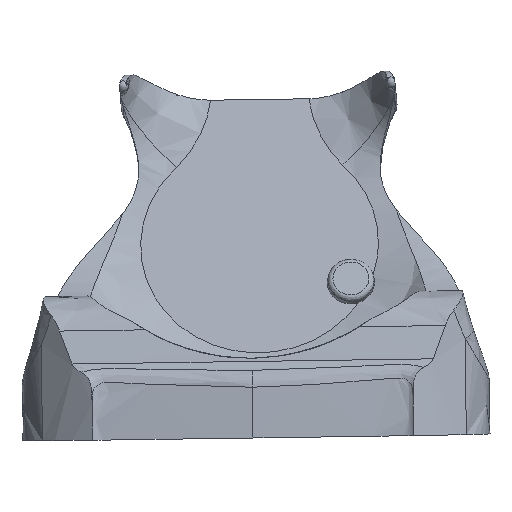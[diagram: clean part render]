
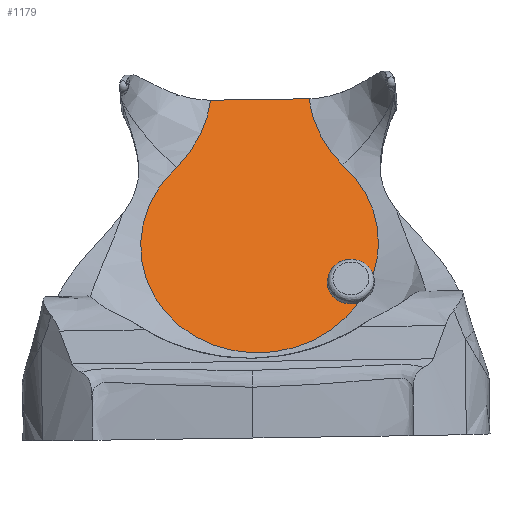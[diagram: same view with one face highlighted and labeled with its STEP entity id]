
A CAD part, front view. The second image highlights one B-rep face of the part: STEP entity #1179.
In plain terms, the highlighted planar face has unit normal (-0.038, -0.909, 0.414).
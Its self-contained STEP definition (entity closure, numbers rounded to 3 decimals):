
#54=ELLIPSE('',#1257,23.796,23.706);
#55=ELLIPSE('',#1258,26.378,26.278);
#56=ELLIPSE('',#1259,26.404,26.303);
#57=ELLIPSE('',#1260,23.796,23.706);
#59=PLANE('',#1256);
#64=FACE_OUTER_BOUND('',#128,.T.);
#128=EDGE_LOOP('',(#745,#746,#747,#748,#749,#750,#751));
#194=B_SPLINE_CURVE_WITH_KNOTS('',3,(#1543,#1544,#1545,#1546,#1547,#1548,
#1549,#1550,#1551,#1552,#1553,#1554,#1555,#1556),.UNSPECIFIED.,.F.,.F.,
(4,2,2,2,2,2,4),(0.383,0.546,0.736,
0.95,1.228,1.505,1.528),
 .UNSPECIFIED.);
#196=B_SPLINE_CURVE_WITH_KNOTS('',3,(#1572,#1573,#1574,#1575,#1576,#1577,
#1578,#1579,#1580,#1581,#1582,#1583,#1584,#1585,#1586,#1587,#1588,#1589,
#1590,#1591,#1592),.UNSPECIFIED.,.F.,.F.,(4,2,2,2,2,2,3,2,2,4),(2.473,
2.677,2.969,3.188,3.367,3.482,
3.602,3.784,3.972,3.985),
 .UNSPECIFIED.);
#197=B_SPLINE_CURVE_WITH_KNOTS('',3,(#1600,#1601,#1602,#1603),
 .UNSPECIFIED.,.F.,.F.,(4,4),(-4.001,-2.044),
 .UNSPECIFIED.);
#388=VERTEX_POINT('',#1537);
#389=VERTEX_POINT('',#1542);
#390=VERTEX_POINT('',#1557);
#391=VERTEX_POINT('',#1595);
#392=VERTEX_POINT('',#1597);
#393=VERTEX_POINT('',#1599);
#394=VERTEX_POINT('',#1604);
#534=EDGE_CURVE('',#389,#388,#194,.F.);
#536=EDGE_CURVE('',#388,#390,#196,.F.);
#537=EDGE_CURVE('',#391,#390,#54,.T.);
#538=EDGE_CURVE('',#392,#391,#55,.T.);
#539=EDGE_CURVE('',#393,#392,#197,.T.);
#540=EDGE_CURVE('',#394,#393,#56,.T.);
#541=EDGE_CURVE('',#389,#394,#57,.T.);
#745=ORIENTED_EDGE('',*,*,#534,.T.);
#746=ORIENTED_EDGE('',*,*,#536,.T.);
#747=ORIENTED_EDGE('',*,*,#537,.F.);
#748=ORIENTED_EDGE('',*,*,#538,.F.);
#749=ORIENTED_EDGE('',*,*,#539,.F.);
#750=ORIENTED_EDGE('',*,*,#540,.F.);
#751=ORIENTED_EDGE('',*,*,#541,.F.);
#1179=ADVANCED_FACE('',(#64),#59,.T.);
#1256=AXIS2_PLACEMENT_3D('',#1594,#1284,#1285);
#1257=AXIS2_PLACEMENT_3D('',#1596,#1286,#1287);
#1258=AXIS2_PLACEMENT_3D('',#1598,#1288,#1289);
#1259=AXIS2_PLACEMENT_3D('',#1605,#1290,#1291);
#1260=AXIS2_PLACEMENT_3D('',#1606,#1292,#1293);
#1284=DIRECTION('center_axis',(-0.038,-0.909,0.414));
#1285=DIRECTION('ref_axis',(-0.999,0.035,-0.014));
#1286=DIRECTION('center_axis',(0.038,0.909,-0.414));
#1287=DIRECTION('ref_axis',(-0.001,-0.415,-0.91));
#1288=DIRECTION('center_axis',(-0.038,-0.909,0.414));
#1289=DIRECTION('ref_axis',(0.001,0.415,0.91));
#1290=DIRECTION('center_axis',(-0.038,-0.909,0.414));
#1291=DIRECTION('ref_axis',(0.001,0.415,0.91));
#1292=DIRECTION('center_axis',(0.038,0.909,-0.414));
#1293=DIRECTION('ref_axis',(-0.001,-0.415,-0.91));
#1537=CARTESIAN_POINT('',(20.004,27.26,31.243));
#1542=CARTESIAN_POINT('',(26.268,25.221,27.344));
#1543=CARTESIAN_POINT('Ctrl Pts',(20.004,27.26,31.243));
#1544=CARTESIAN_POINT('Ctrl Pts',(20.004,27.041,30.763));
#1545=CARTESIAN_POINT('Ctrl Pts',(20.098,26.821,30.288));
#1546=CARTESIAN_POINT('Ctrl Pts',(20.475,26.366,29.324));
#1547=CARTESIAN_POINT('Ctrl Pts',(20.787,26.135,28.845));
#1548=CARTESIAN_POINT('Ctrl Pts',(21.633,25.71,27.992));
#1549=CARTESIAN_POINT('Ctrl Pts',(22.123,25.558,27.703));
#1550=CARTESIAN_POINT('Ctrl Pts',(23.111,25.316,27.262));
#1551=CARTESIAN_POINT('Ctrl Pts',(23.723,25.223,27.114));
#1552=CARTESIAN_POINT('Ctrl Pts',(24.952,25.139,27.042));
#1553=CARTESIAN_POINT('Ctrl Pts',(25.551,25.148,27.118));
#1554=CARTESIAN_POINT('Ctrl Pts',(26.172,25.211,27.312));
#1555=CARTESIAN_POINT('Ctrl Pts',(26.22,25.216,27.327));
#1556=CARTESIAN_POINT('Ctrl Pts',(26.268,25.221,27.344));
#1557=CARTESIAN_POINT('',(29.1,27.608,32.84));
#1572=CARTESIAN_POINT('Ctrl Pts',(29.1,27.608,32.84));
#1573=CARTESIAN_POINT('Ctrl Pts',(28.908,27.834,33.318));
#1574=CARTESIAN_POINT('Ctrl Pts',(28.642,28.019,33.699));
#1575=CARTESIAN_POINT('Ctrl Pts',(27.992,28.379,34.43));
#1576=CARTESIAN_POINT('Ctrl Pts',(27.52,28.562,34.788));
#1577=CARTESIAN_POINT('Ctrl Pts',(26.601,28.811,35.251));
#1578=CARTESIAN_POINT('Ctrl Pts',(26.031,28.935,35.471));
#1579=CARTESIAN_POINT('Ctrl Pts',(24.682,29.05,35.6));
#1580=CARTESIAN_POINT('Ctrl Pts',(24.064,29.053,35.548));
#1581=CARTESIAN_POINT('Ctrl Pts',(23.105,28.981,35.302));
#1582=CARTESIAN_POINT('Ctrl Pts',(22.745,28.934,35.166));
#1583=CARTESIAN_POINT('Ctrl Pts',(22.059,28.802,34.813));
#1584=CARTESIAN_POINT('Ctrl Pts',(21.74,28.715,34.595));
#1585=CARTESIAN_POINT('Ctrl Pts',(21.451,28.61,34.338));
#1586=CARTESIAN_POINT('Ctrl Pts',(21.014,28.45,33.947));
#1587=CARTESIAN_POINT('Ctrl Pts',(20.664,28.253,33.482));
#1588=CARTESIAN_POINT('Ctrl Pts',(20.164,27.81,32.463));
#1589=CARTESIAN_POINT('Ctrl Pts',(20.022,27.563,31.909));
#1590=CARTESIAN_POINT('Ctrl Pts',(20.004,27.294,31.317));
#1591=CARTESIAN_POINT('Ctrl Pts',(20.004,27.277,31.28));
#1592=CARTESIAN_POINT('Ctrl Pts',(20.004,27.26,31.243));
#1594=CARTESIAN_POINT('Origin',(6.524,39.526,56.919));
#1595=CARTESIAN_POINT('',(23.037,37.832,54.716));
#1596=CARTESIAN_POINT('Origin',(6.495,31.34,38.956));
#1597=CARTESIAN_POINT('',(16.314,44.133,67.925));
#1598=CARTESIAN_POINT('Origin',(42.377,44.563,71.257));
#1599=CARTESIAN_POINT('',(-3.237,44.822,67.644));
#1600=CARTESIAN_POINT('Ctrl Pts',(-3.237,44.822,67.644));
#1601=CARTESIAN_POINT('Ctrl Pts',(3.28,44.592,67.738));
#1602=CARTESIAN_POINT('Ctrl Pts',(9.797,44.363,67.831));
#1603=CARTESIAN_POINT('Ctrl Pts',(16.314,44.133,67.925));
#1604=CARTESIAN_POINT('',(-10.014,38.989,54.224));
#1605=CARTESIAN_POINT('Origin',(-29.316,47.089,70.228));
#1606=CARTESIAN_POINT('Origin',(6.495,31.34,38.956));
